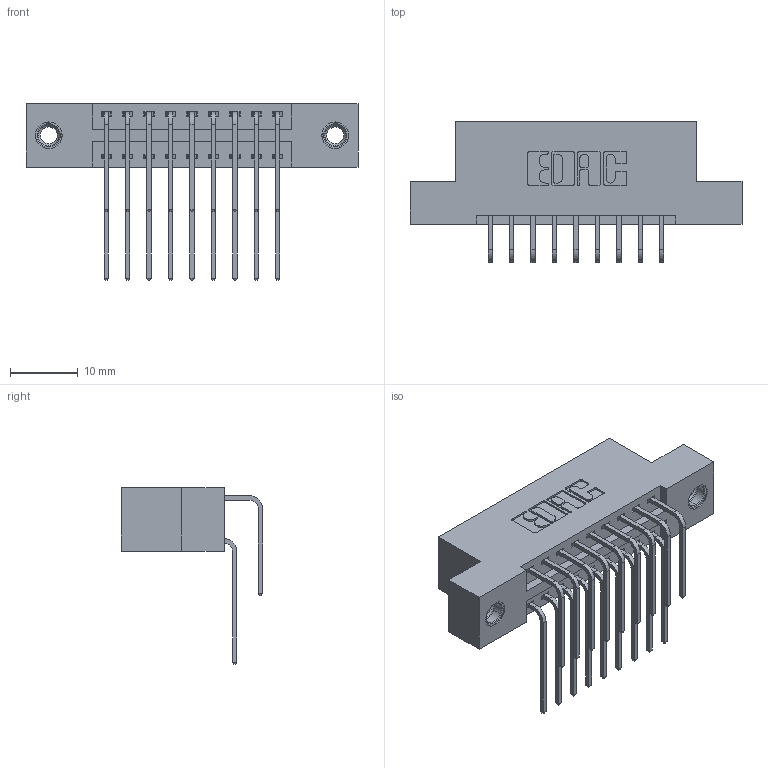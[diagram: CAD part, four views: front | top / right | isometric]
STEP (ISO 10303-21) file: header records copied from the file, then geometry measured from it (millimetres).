
FILE_DESCRIPTION (( 'STEP AP203' ), '1' );
FILE_NAME ('346-018-559-207.STEP', '2022-05-18T18:12:48', ( '' ), ( '' ), 'SwSTEP 2.0', 'SolidWorks 2020', '' );
FILE_SCHEMA (( 'CONFIG_CONTROL_DESIGN' ));
Length unit declared in the file: inch
Products named in the file (5): 346 Part_Flush Mounting Lugs - 0.156 Dia-TI; 346-018-559-207; 345-250-001_345-250-005-103; 345-292-001_558 559 Tail - 1; 345-292-001_559 Tail - 2
Assembly tree (21 placements, depth 2):
  346-018-559-207
    346 Part_Flush Mounting Lugs - 0.156 Dia-TI
    345-292-001_558 559 Tail - 1  x9
    345-292-001_559 Tail - 2  x9
    345-250-001_345-250-005-103  x2
Bounding box: 49.15 x 20.89 x 26.16 mm (x, y, z)
Volume: 4626.7 mm3; surface area: 6372.9 mm2
Topology: 21 solids, 21 shells, 1154 faces, 3363 edges, 2210 vertices
Faces by surface type: plane 774, cylinder 364, cone 12, torus 4
Entity records: 13286 total; most frequent: CARTESIAN_POINT 2270, ORIENTED_EDGE 2146, DIRECTION 2051, EDGE_CURVE 1073, LINE 845, VECTOR 845, VERTEX_POINT 708, AXIS2_PLACEMENT_3D 603
